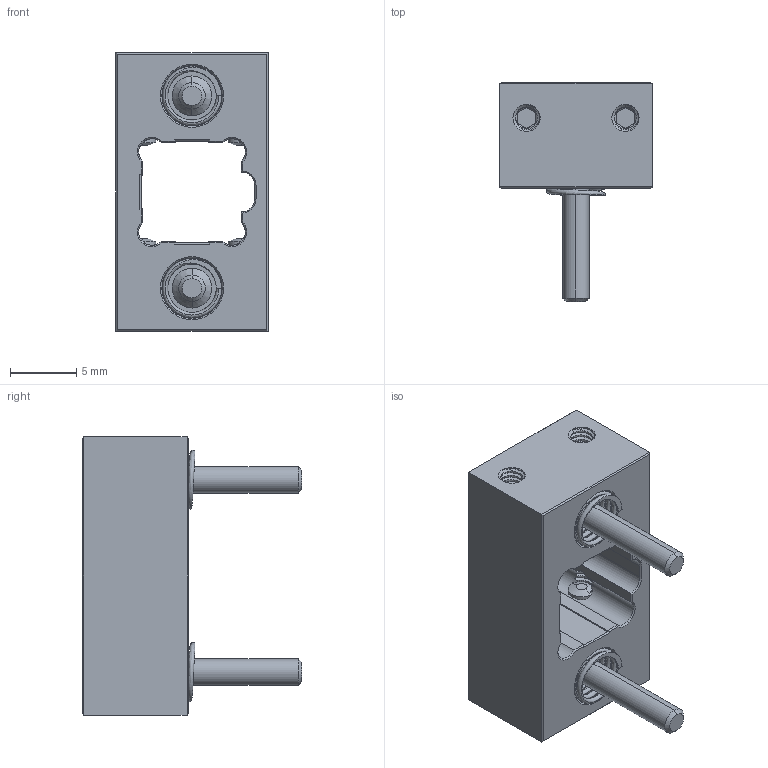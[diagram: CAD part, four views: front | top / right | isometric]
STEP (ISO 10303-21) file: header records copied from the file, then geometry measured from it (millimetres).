
FILE_DESCRIPTION (( 'STEP AP203' ), '1' );
FILE_NAME ('INGUN_HAS-819.STEP', '2021-10-19T11:06:30', ( 'ochi' ), ( '' ), 'SwSTEP 2.0', 'SolidWorks 2018', '' );
FILE_SCHEMA (( 'CONFIG_CONTROL_DESIGN' ));
Products named in the file (1): INGUN_HAS-819
Bounding box: 11.5 x 16.55 x 21 mm (x, y, z)
Volume: 1345.4 mm3; surface area: 1824.1 mm2
Topology: 1 solids, 1 shells, 488 faces, 1304 edges, 834 vertices
Faces by surface type: plane 208, cylinder 136, bspline 80, cone 64
Entity records: 45731 total; most frequent: CARTESIAN_POINT 34857, ORIENTED_EDGE 2600, DIRECTION 1822, EDGE_CURVE 1300, VERTEX_POINT 834, AXIS2_PLACEMENT_3D 645, LINE 532, VECTOR 532
